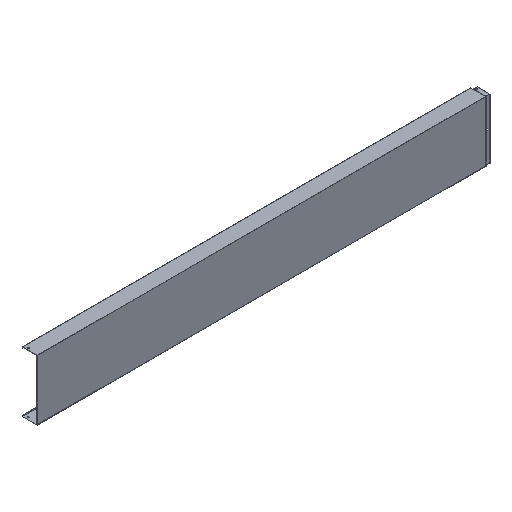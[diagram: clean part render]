
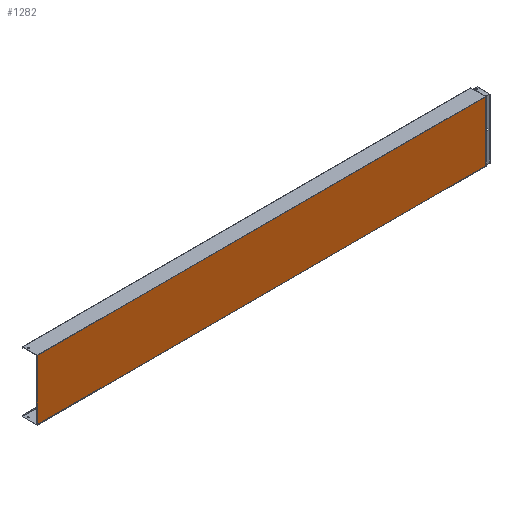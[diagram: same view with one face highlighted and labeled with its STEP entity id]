
A CAD part, isometric view. The second image highlights one B-rep face of the part: STEP entity #1282.
In plain terms, the highlighted planar face has unit normal (0, -1, 0).
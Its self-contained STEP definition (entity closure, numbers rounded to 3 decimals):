
#21 = EDGE_CURVE ( 'NONE', #741, #1262, #847, .T. ) ;
#68 = CARTESIAN_POINT ( 'NONE',  ( -2970., 0., 200. ) ) ;
#170 = ORIENTED_EDGE ( 'NONE', *, *, #738, .T. ) ;
#177 = ORIENTED_EDGE ( 'NONE', *, *, #21, .T. ) ;
#257 = EDGE_CURVE ( 'NONE', #338, #1740, #1649, .T. ) ;
#314 = PLANE ( 'NONE',  #1490 ) ;
#338 = VERTEX_POINT ( 'NONE', #742 ) ;
#451 = DIRECTION ( 'NONE',  ( 0., -1., 0. ) ) ;
#494 = VECTOR ( 'NONE', #835, 1000. ) ;
#577 = CARTESIAN_POINT ( 'NONE',  ( -2970., 0., 200. ) ) ;
#668 = FACE_OUTER_BOUND ( 'NONE', #1074, .T. ) ;
#705 = VECTOR ( 'NONE', #1067, 1000. ) ;
#738 = EDGE_CURVE ( 'NONE', #1262, #1740, #1305, .T. ) ;
#741 = VERTEX_POINT ( 'NONE', #1695 ) ;
#742 = CARTESIAN_POINT ( 'NONE',  ( 2.857, 0., -200. ) ) ;
#756 = DIRECTION ( 'NONE',  ( 0., 0., -1. ) ) ;
#770 = VECTOR ( 'NONE', #1368, 1000. ) ;
#835 = DIRECTION ( 'NONE',  ( -1., 0., 0. ) ) ;
#847 = LINE ( 'NONE', #1497, #494 ) ;
#903 = CARTESIAN_POINT ( 'NONE',  ( -2970., 0., -200. ) ) ;
#936 = CARTESIAN_POINT ( 'NONE',  ( 2.857, 0., -200. ) ) ;
#960 = VECTOR ( 'NONE', #756, 1000. ) ;
#1067 = DIRECTION ( 'NONE',  ( 0., 0., 1. ) ) ;
#1074 = EDGE_LOOP ( 'NONE', ( #1419, #1214, #177, #170 ) ) ;
#1085 = EDGE_CURVE ( 'NONE', #338, #741, #1518, .T. ) ;
#1116 = CARTESIAN_POINT ( 'NONE',  ( -2970., 0., 200. ) ) ;
#1214 = ORIENTED_EDGE ( 'NONE', *, *, #1085, .T. ) ;
#1262 = VERTEX_POINT ( 'NONE', #577 ) ;
#1282 = ADVANCED_FACE ( 'NONE', ( #668 ), #314, .T. ) ;
#1305 = LINE ( 'NONE', #68, #960 ) ;
#1368 = DIRECTION ( 'NONE',  ( -1., 0., 0. ) ) ;
#1381 = DIRECTION ( 'NONE',  ( 0., 0., -1. ) ) ;
#1419 = ORIENTED_EDGE ( 'NONE', *, *, #257, .F. ) ;
#1490 = AXIS2_PLACEMENT_3D ( 'NONE', #1116, #451, #1381 ) ;
#1497 = CARTESIAN_POINT ( 'NONE',  ( 400.002, 0., 200. ) ) ;
#1518 = LINE ( 'NONE', #936, #705 ) ;
#1647 = CARTESIAN_POINT ( 'NONE',  ( 400.002, 0., -200. ) ) ;
#1649 = LINE ( 'NONE', #1647, #770 ) ;
#1695 = CARTESIAN_POINT ( 'NONE',  ( 2.857, 0., 200. ) ) ;
#1740 = VERTEX_POINT ( 'NONE', #903 ) ;
